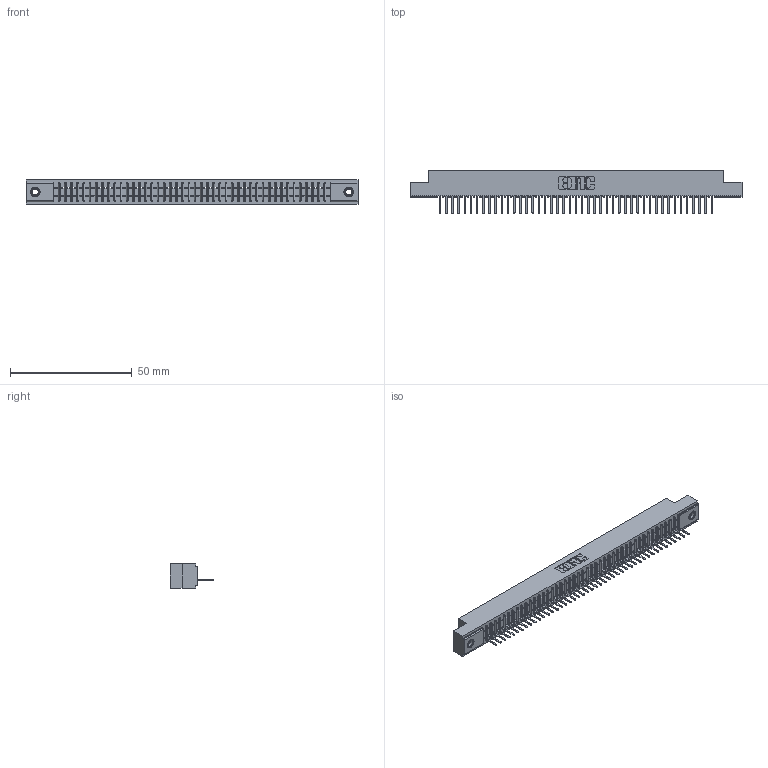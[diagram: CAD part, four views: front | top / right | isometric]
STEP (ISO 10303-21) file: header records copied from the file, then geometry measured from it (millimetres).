
FILE_DESCRIPTION (( 'STEP AP203' ), '1' );
FILE_NAME ('341-045-521-107.STEP', '2018-08-07T03:02:17', ( '' ), ( '' ), 'SwSTEP 2.0', 'SolidWorks 2016', '' );
FILE_SCHEMA (( 'CONFIG_CONTROL_DESIGN' ));
Length unit declared in the file: inch
Products named in the file (4): 341-045-521-107; 341 Part_.156 (3.96) Dia Mounting Holes; 341-292-001_341-292-121; 345-250-001_345-250-005-103
Assembly tree (48 placements, depth 2):
  341-045-521-107
    341 Part_.156 (3.96) Dia Mounting Holes
    341-292-001_341-292-121  x45
    345-250-001_345-250-005-103  x2
Bounding box: 136.53 x 17.7 x 10.16 mm (x, y, z)
Volume: 9782.9 mm3; surface area: 15453.2 mm2
Topology: 48 solids, 48 shells, 3866 faces, 11117 edges, 7130 vertices
Faces by surface type: plane 2395, cylinder 1275, sphere 92, torus 92, cone 12
Entity records: 53805 total; most frequent: CARTESIAN_POINT 9121, ORIENTED_EDGE 9102, DIRECTION 8813, EDGE_CURVE 4551, VECTOR 3677, LINE 3677, VERTEX_POINT 2876, AXIS2_PLACEMENT_3D 2568
